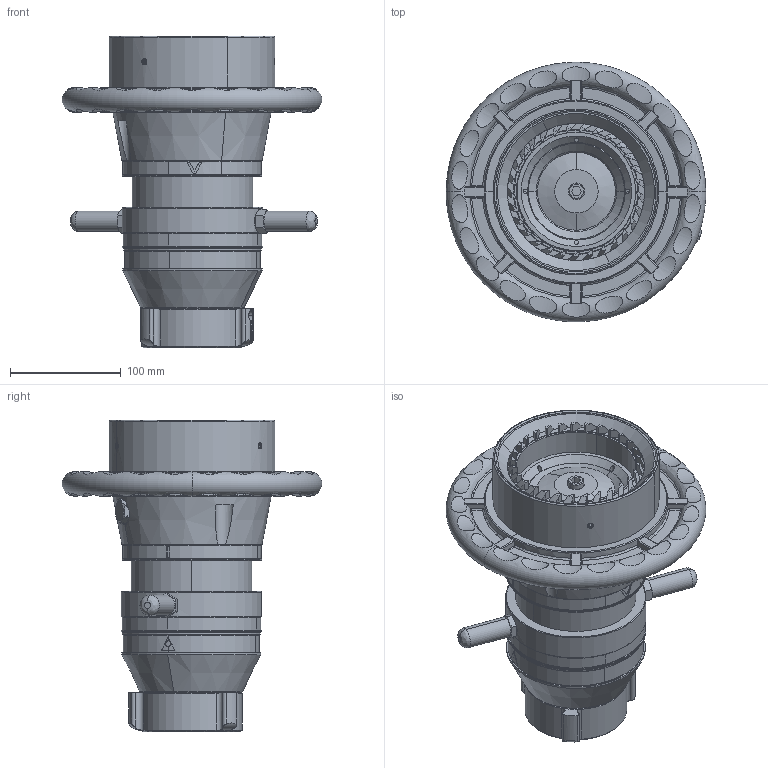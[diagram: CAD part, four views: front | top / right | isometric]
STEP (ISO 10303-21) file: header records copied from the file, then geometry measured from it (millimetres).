
FILE_DESCRIPTION((''),'2;1');
FILE_NAME('1755_10','2012-04-17T',('sobri'),(''),'PRO/ENGINEER BY PARAMETRIC TECHNOLOGY CORPORATION, 2011180','PRO/ENGINEER BY PARAMETRIC TECHNOLOGY CORPORATION, 2011180','');
FILE_SCHEMA(('CONFIG_CONTROL_DESIGN'));
Length unit declared in the file: inch
Products named in the file (1): 1755_10
Bounding box: 234.87 x 234.85 x 282.04 mm (x, y, z)
Surface area: 392040.8 mm2 (no closed solid volume)
Topology: 0 solids, 53 shells, 786 faces, 2404 edges, 1652 vertices
Faces by surface type: plane 320, cylinder 274, cone 117, torus 59, bspline 16
Entity records: 33366 total; most frequent: CARTESIAN_POINT 12938, ORIENTED_EDGE 4152, DIRECTION 3975, EDGE_CURVE 2400, VERTEX_POINT 1652, AXIS2_PLACEMENT_3D 1500, VECTOR 975, LINE 975
